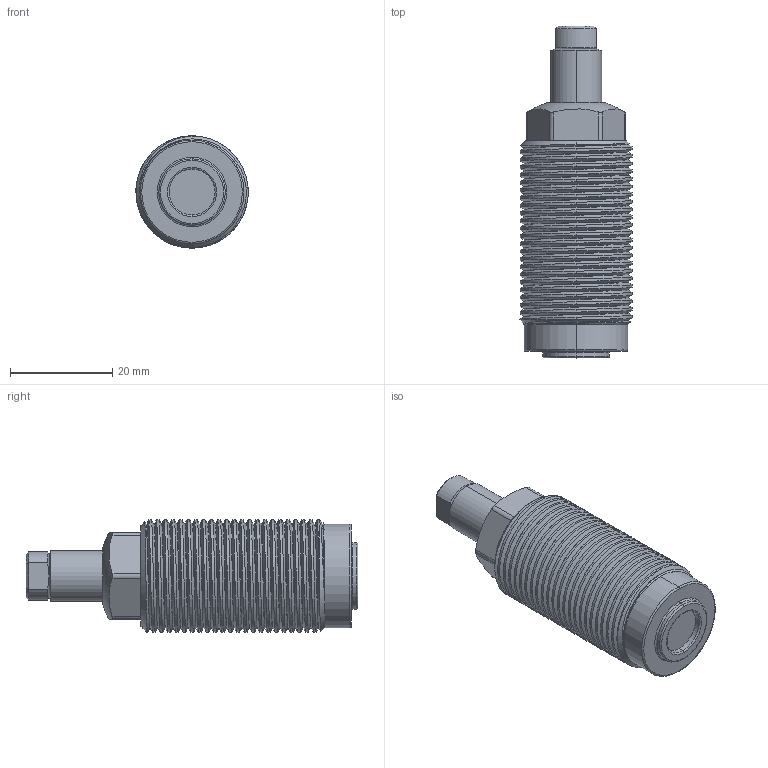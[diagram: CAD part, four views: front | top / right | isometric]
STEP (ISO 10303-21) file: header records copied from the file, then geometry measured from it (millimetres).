
FILE_DESCRIPTION (( 'STEP AP214' ), '1' );
FILE_NAME ('CTC-PD22-10蚾饜芞.STEP', '2021-03-22T00:22:06', ( 'PC' ), ( '' ), 'SwSTEP 2.0', 'SolidWorks 2016', '' );
FILE_SCHEMA (( 'AUTOMOTIVE_DESIGN' ));
Length unit declared in the file: millimetre
Products named in the file (3): CTC-PD22-10活塞杆; CTC-PD22-10掛极; CTC-PD22-10蚾饜芞
Assembly tree (2 placements, depth 2):
  CTC-PD22-10蚾饜芞
    CTC-PD22-10掛极
    CTC-PD22-10活塞杆
Bounding box: 21.96 x 65 x 22 mm (x, y, z)
Volume: 19347.3 mm3; surface area: 7498.9 mm2
Topology: 2 solids, 2 shells, 116 faces, 299 edges, 191 vertices
Faces by surface type: cylinder 68, plane 19, cone 16, torus 10, bspline 3
Entity records: 7975 total; most frequent: CARTESIAN_POINT 5329, ORIENTED_EDGE 594, DIRECTION 477, EDGE_CURVE 297, VERTEX_POINT 191, AXIS2_PLACEMENT_3D 190, EDGE_LOOP 122, FACE_OUTER_BOUND 116
